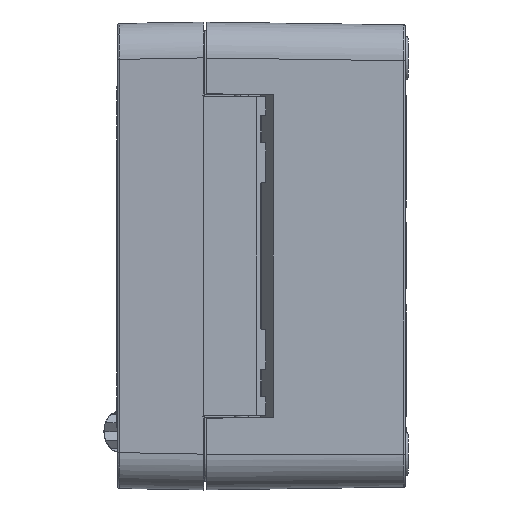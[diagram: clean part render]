
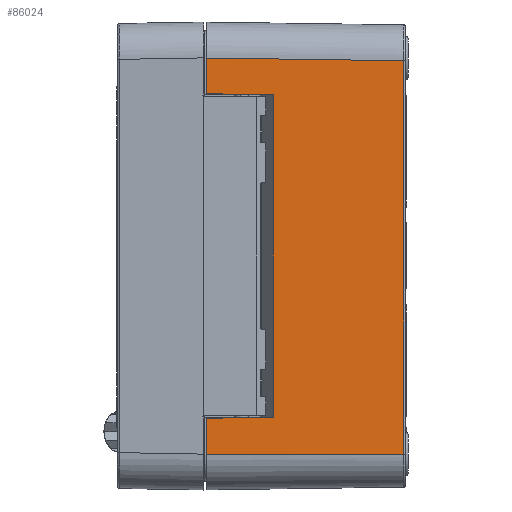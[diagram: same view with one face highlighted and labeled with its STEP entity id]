
A CAD part, left-side view. The second image highlights one B-rep face of the part: STEP entity #86024.
In plain terms, the highlighted planar face has unit normal (-1, -0.014, 0).
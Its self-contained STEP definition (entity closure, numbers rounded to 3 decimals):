
#1502 = B_SPLINE_CURVE_WITH_KNOTS ( 'NONE', 3,
 ( #1562, #1561, #1560, #1559 ),
 .UNSPECIFIED., .F., .F.,
 ( 4, 4 ),
 ( 0.401, 0.592 ),
 .UNSPECIFIED. ) ;
#1533 = CARTESIAN_POINT ( 'NONE',  ( -169.758, -71.507, -69.009 ) ) ;
#1555 = DIRECTION ( 'NONE',  ( 0., 0., 1. ) ) ;
#1556 = VECTOR ( 'NONE', #1555, 1000. ) ;
#1557 = CARTESIAN_POINT ( 'NONE',  ( -169.758, -71.507, 81.5 ) ) ;
#1558 = LINE ( 'NONE', #1557, #1556 ) ;
#1559 = CARTESIAN_POINT ( 'NONE',  ( -170.711, -2.8, 68.962 ) ) ;
#1560 = CARTESIAN_POINT ( 'NONE',  ( -170.393, -25.702, 68.645 ) ) ;
#1561 = CARTESIAN_POINT ( 'NONE',  ( -170.076, -48.605, 68.327 ) ) ;
#1562 = CARTESIAN_POINT ( 'NONE',  ( -169.758, -71.507, 68.009 ) ) ;
#1584 = CARTESIAN_POINT ( 'NONE',  ( -169.758, -71.507, 68.009 ) ) ;
#1603 = DIRECTION ( 'NONE',  ( 0., 0., -1. ) ) ;
#1604 = VECTOR ( 'NONE', #1603, 1000. ) ;
#1605 = LINE ( 'NONE', #1610, #1604 ) ;
#1606 = CARTESIAN_POINT ( 'NONE',  ( -169.758, -71.507, -69.009 ) ) ;
#1607 = CARTESIAN_POINT ( 'NONE',  ( -170.075, -48.609, -69.318 ) ) ;
#1608 = CARTESIAN_POINT ( 'NONE',  ( -170.393, -25.699, -68.725 ) ) ;
#1609 = CARTESIAN_POINT ( 'NONE',  ( -170.711, -2.8, -68.967 ) ) ;
#1610 = CARTESIAN_POINT ( 'NONE',  ( -170.711, -2.8, 81.5 ) ) ;
#1612 = B_SPLINE_CURVE_WITH_KNOTS ( 'NONE', 3,
 ( #1609, #1608, #1607, #1606 ),
 .UNSPECIFIED., .F., .F.,
 ( 4, 4 ),
 ( 0.408, 0.599 ),
 .UNSPECIFIED. ) ;
#1688 = CARTESIAN_POINT ( 'NONE',  ( -170.711, -2.8, -68.967 ) ) ;
#83565 = VERTEX_POINT ( 'NONE', #142642 ) ;
#83569 = ORIENTED_EDGE ( 'NONE', *, *, #84376, .T. ) ;
#83581 = VERTEX_POINT ( 'NONE', #142698 ) ;
#84032 = ORIENTED_EDGE ( 'NONE', *, *, #84224, .T. ) ;
#84134 = VERTEX_POINT ( 'NONE', #142865 ) ;
#84224 = EDGE_CURVE ( 'NONE', #84134, #83581, #142904, .T. ) ;
#84376 = EDGE_CURVE ( 'NONE', #83565, #84134, #142932, .T. ) ;
#85034 = VERTEX_POINT ( 'NONE', #143004 ) ;
#85983 = ORIENTED_EDGE ( 'NONE', *, *, #86040, .T. ) ;
#86016 = EDGE_LOOP ( 'NONE', ( #85983, #83569, #84032, #89860, #89204, #89349, #88233, #87949, #100045, #99918, #99856, #100021 ) ) ;
#86024 = ADVANCED_FACE ( 'NONE', ( #143267 ), #143266, .T. ) ;
#86040 = EDGE_CURVE ( 'NONE', #85034, #83565, #143303, .T. ) ;
#87949 = ORIENTED_EDGE ( 'NONE', *, *, #88120, .T. ) ;
#88120 = EDGE_CURVE ( 'NONE', #88405, #88159, #144229, .T. ) ;
#88159 = VERTEX_POINT ( 'NONE', #144246 ) ;
#88233 = ORIENTED_EDGE ( 'NONE', *, *, #88439, .F. ) ;
#88405 = VERTEX_POINT ( 'NONE', #144560 ) ;
#88439 = EDGE_CURVE ( 'NONE', #88405, #88470, #144624, .T. ) ;
#88470 = VERTEX_POINT ( 'NONE', #144620 ) ;
#89204 = ORIENTED_EDGE ( 'NONE', *, *, #89332, .F. ) ;
#89205 = VERTEX_POINT ( 'NONE', #145235 ) ;
#89332 = EDGE_CURVE ( 'NONE', #89205, #89538, #145322, .T. ) ;
#89349 = ORIENTED_EDGE ( 'NONE', *, *, #89351, .T. ) ;
#89351 = EDGE_CURVE ( 'NONE', #89205, #88470, #145342, .T. ) ;
#89538 = VERTEX_POINT ( 'NONE', #145447 ) ;
#89860 = ORIENTED_EDGE ( 'NONE', *, *, #89923, .T. ) ;
#89923 = EDGE_CURVE ( 'NONE', #83581, #89538, #145681, .T. ) ;
#99856 = ORIENTED_EDGE ( 'NONE', *, *, #99867, .T. ) ;
#99862 = EDGE_CURVE ( 'NONE', #99952, #85034, #1502, .T. ) ;
#99867 = EDGE_CURVE ( 'NONE', #99923, #99952, #1558, .T. ) ;
#99918 = ORIENTED_EDGE ( 'NONE', *, *, #100035, .T. ) ;
#99923 = VERTEX_POINT ( 'NONE', #1533 ) ;
#99952 = VERTEX_POINT ( 'NONE', #1584 ) ;
#100021 = ORIENTED_EDGE ( 'NONE', *, *, #99862, .T. ) ;
#100035 = EDGE_CURVE ( 'NONE', #100088, #99923, #1612, .T. ) ;
#100040 = EDGE_CURVE ( 'NONE', #88159, #100088, #1605, .T. ) ;
#100045 = ORIENTED_EDGE ( 'NONE', *, *, #100040, .T. ) ;
#100088 = VERTEX_POINT ( 'NONE', #1688 ) ;
#142642 = CARTESIAN_POINT ( 'NONE',  ( -170.711, -2.8, 56.575 ) ) ;
#142698 = CARTESIAN_POINT ( 'NONE',  ( -170.391, -25.898, 56.274 ) ) ;
#142865 = CARTESIAN_POINT ( 'NONE',  ( -170.71, -2.899, 56.475 ) ) ;
#142885 = DIRECTION ( 'NONE',  ( 0.014, -1., -0.009 ) ) ;
#142886 = VECTOR ( 'NONE', #142885, 1000. ) ;
#142887 = CARTESIAN_POINT ( 'NONE',  ( -170.753, 0.218, 56.502 ) ) ;
#142904 = LINE ( 'NONE', #142887, #142886 ) ;
#142910 = CARTESIAN_POINT ( 'NONE',  ( -170.711, -2.841, 56.475 ) ) ;
#142911 = CARTESIAN_POINT ( 'NONE',  ( -170.711, -2.8, 56.517 ) ) ;
#142912 = CARTESIAN_POINT ( 'NONE',  ( -170.711, -2.8, 56.575 ) ) ;
#142932 =( BOUNDED_CURVE ( )  B_SPLINE_CURVE ( 3, ( #142912, #142911, #142910, #142976 ),
 .UNSPECIFIED., .F., .T. ) 
 B_SPLINE_CURVE_WITH_KNOTS ( ( 4, 4 ),
 ( 3.142, 4.704 ),
 .UNSPECIFIED. ) 
 CURVE ( )  GEOMETRIC_REPRESENTATION_ITEM ( )  RATIONAL_B_SPLINE_CURVE ( ( 1., 0.807, 0.807, 1. ) ) 
 REPRESENTATION_ITEM ( '' )  );
#142976 = CARTESIAN_POINT ( 'NONE',  ( -170.71, -2.899, 56.475 ) ) ;
#143004 = CARTESIAN_POINT ( 'NONE',  ( -170.711, -2.8, 68.962 ) ) ;
#143266 = PLANE ( 'NONE',  #143308 ) ;
#143267 = FACE_OUTER_BOUND ( 'NONE', #86016, .T. ) ;
#143299 = DIRECTION ( 'NONE',  ( 0., 0., -1. ) ) ;
#143300 = VECTOR ( 'NONE', #143299, 1000. ) ;
#143301 = CARTESIAN_POINT ( 'NONE',  ( -170.711, -2.8, 81.5 ) ) ;
#143303 = LINE ( 'NONE', #143301, #143300 ) ;
#143305 = DIRECTION ( 'NONE',  ( 0.014, -1., 0. ) ) ;
#143306 = DIRECTION ( 'NONE',  ( -1., -0.014, 0. ) ) ;
#143307 = CARTESIAN_POINT ( 'NONE',  ( -170.75, 0., 81.5 ) ) ;
#143308 = AXIS2_PLACEMENT_3D ( 'NONE', #143307, #143306, #143305 ) ;
#144225 = CARTESIAN_POINT ( 'NONE',  ( -170.711, -2.8, -56.575 ) ) ;
#144226 = CARTESIAN_POINT ( 'NONE',  ( -170.711, -2.8, -56.517 ) ) ;
#144227 = CARTESIAN_POINT ( 'NONE',  ( -170.711, -2.841, -56.475 ) ) ;
#144228 = CARTESIAN_POINT ( 'NONE',  ( -170.71, -2.899, -56.475 ) ) ;
#144229 =( BOUNDED_CURVE ( )  B_SPLINE_CURVE ( 3, ( #144228, #144227, #144226, #144225 ),
 .UNSPECIFIED., .F., .F. ) 
 B_SPLINE_CURVE_WITH_KNOTS ( ( 4, 4 ),
 ( 1.58, 3.142 ),
 .UNSPECIFIED. ) 
 CURVE ( )  GEOMETRIC_REPRESENTATION_ITEM ( )  RATIONAL_B_SPLINE_CURVE ( ( 1., 0.807, 0.807, 1. ) ) 
 REPRESENTATION_ITEM ( '' )  );
#144246 = CARTESIAN_POINT ( 'NONE',  ( -170.711, -2.8, -56.575 ) ) ;
#144560 = CARTESIAN_POINT ( 'NONE',  ( -170.71, -2.899, -56.475 ) ) ;
#144620 = CARTESIAN_POINT ( 'NONE',  ( -170.391, -25.898, -56.274 ) ) ;
#144621 = DIRECTION ( 'NONE',  ( 0.014, -1., 0.009 ) ) ;
#144622 = VECTOR ( 'NONE', #144621, 1000. ) ;
#144623 = CARTESIAN_POINT ( 'NONE',  ( -170.733, -1.204, -56.489 ) ) ;
#144624 = LINE ( 'NONE', #144623, #144622 ) ;
#145235 = CARTESIAN_POINT ( 'NONE',  ( -170.389, -26., -56.174 ) ) ;
#145322 = LINE ( 'NONE', #145345, #145344 ) ;
#145337 = CARTESIAN_POINT ( 'NONE',  ( -170.391, -25.898, -56.274 ) ) ;
#145338 = CARTESIAN_POINT ( 'NONE',  ( -170.39, -25.958, -56.273 ) ) ;
#145339 = CARTESIAN_POINT ( 'NONE',  ( -170.389, -26., -56.232 ) ) ;
#145340 = CARTESIAN_POINT ( 'NONE',  ( -170.389, -26., -56.174 ) ) ;
#145342 =( BOUNDED_CURVE ( )  B_SPLINE_CURVE ( 3, ( #145340, #145339, #145338, #145337 ),
 .UNSPECIFIED., .F., .T. ) 
 B_SPLINE_CURVE_WITH_KNOTS ( ( 4, 4 ),
 ( 3.151, 4.713 ),
 .UNSPECIFIED. ) 
 CURVE ( )  GEOMETRIC_REPRESENTATION_ITEM ( )  RATIONAL_B_SPLINE_CURVE ( ( 1., 0.807, 0.807, 1. ) ) 
 REPRESENTATION_ITEM ( '' )  );
#145343 = DIRECTION ( 'NONE',  ( 0., 0., 1. ) ) ;
#145344 = VECTOR ( 'NONE', #145343, 1000. ) ;
#145345 = CARTESIAN_POINT ( 'NONE',  ( -170.389, -26., -56.5 ) ) ;
#145447 = CARTESIAN_POINT ( 'NONE',  ( -170.389, -26., 56.174 ) ) ;
#145681 =( BOUNDED_CURVE ( )  B_SPLINE_CURVE ( 3, ( #145743, #145742, #145741, #145740 ),
 .UNSPECIFIED., .F., .F. ) 
 B_SPLINE_CURVE_WITH_KNOTS ( ( 4, 4 ),
 ( 1.57, 3.133 ),
 .UNSPECIFIED. ) 
 CURVE ( )  GEOMETRIC_REPRESENTATION_ITEM ( )  RATIONAL_B_SPLINE_CURVE ( ( 1., 0.807, 0.807, 1. ) ) 
 REPRESENTATION_ITEM ( '' )  );
#145740 = CARTESIAN_POINT ( 'NONE',  ( -170.389, -26., 56.174 ) ) ;
#145741 = CARTESIAN_POINT ( 'NONE',  ( -170.389, -26., 56.232 ) ) ;
#145742 = CARTESIAN_POINT ( 'NONE',  ( -170.39, -25.958, 56.273 ) ) ;
#145743 = CARTESIAN_POINT ( 'NONE',  ( -170.391, -25.898, 56.274 ) ) ;
